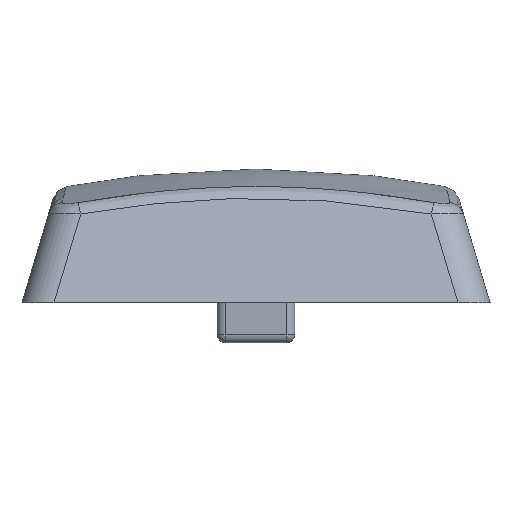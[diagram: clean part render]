
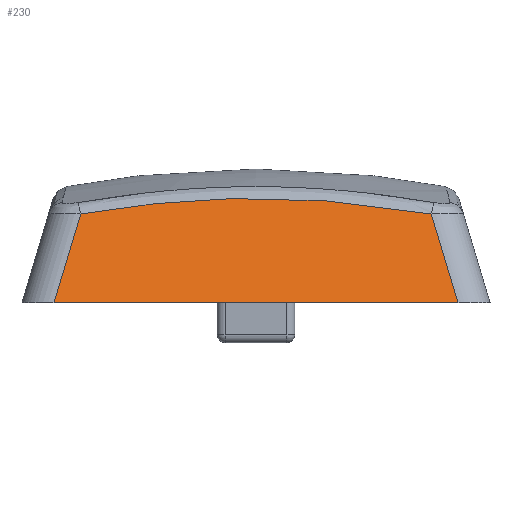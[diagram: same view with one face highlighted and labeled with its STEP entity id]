
A CAD part, left-side view. The second image highlights one B-rep face of the part: STEP entity #230.
In plain terms, the highlighted planar face has unit normal (-0.958, 0, 0.287).
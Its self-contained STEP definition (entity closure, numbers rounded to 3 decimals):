
#76=CARTESIAN_POINT('',(9.25,-185.053,-2.5));
#77=VERTEX_POINT('',#76);
#85=CARTESIAN_POINT('',(9.25,-169.947,-2.5));
#86=VERTEX_POINT('',#85);
#87=CARTESIAN_POINT('',(9.25,-169.947,-2.5));
#88=DIRECTION('',(-0.,-1.,-0.));
#89=VECTOR('',#88,15.105);
#90=LINE('',#87,#89);
#91=EDGE_CURVE('',#86,#77,#90,.T.);
#184=CARTESIAN_POINT('',(9.972,-177.5,-0.092));
#185=DIRECTION('',(-0.958,0.,0.287));
#186=DIRECTION('',(0.287,0.,0.958));
#187=AXIS2_PLACEMENT_3D('',#184,#185,#186);
#188=PLANE('',#187);
#189=CARTESIAN_POINT('',(10.246,-184.057,0.82));
#190=VERTEX_POINT('',#189);
#191=CARTESIAN_POINT('',(9.25,-185.053,-2.5));
#192=DIRECTION('',(0.276,0.276,0.921));
#193=VECTOR('',#192,3.607);
#194=LINE('',#191,#193);
#195=EDGE_CURVE('',#77,#190,#194,.T.);
#196=ORIENTED_EDGE('',*,*,#195,.T.);
#197=CARTESIAN_POINT('',(10.246,-170.943,0.82));
#198=VERTEX_POINT('',#197);
#199=CARTESIAN_POINT('',(10.246,-184.057,0.82));
#200=CARTESIAN_POINT('',(10.273,-183.51,0.909));
#201=CARTESIAN_POINT('',(10.298,-182.964,0.992));
#202=CARTESIAN_POINT('',(10.32,-182.417,1.068));
#203=CARTESIAN_POINT('',(10.343,-181.871,1.143));
#204=CARTESIAN_POINT('',(10.362,-181.325,1.207));
#205=CARTESIAN_POINT('',(10.377,-180.778,1.257));
#206=CARTESIAN_POINT('',(10.407,-179.686,1.358));
#207=CARTESIAN_POINT('',(10.422,-178.593,1.408));
#208=CARTESIAN_POINT('',(10.422,-177.5,1.408));
#209=CARTESIAN_POINT('',(10.422,-176.407,1.408));
#210=CARTESIAN_POINT('',(10.407,-175.314,1.358));
#211=CARTESIAN_POINT('',(10.377,-174.222,1.257));
#212=CARTESIAN_POINT('',(10.362,-173.675,1.207));
#213=CARTESIAN_POINT('',(10.343,-173.129,1.143));
#214=CARTESIAN_POINT('',(10.32,-172.583,1.068));
#215=CARTESIAN_POINT('',(10.298,-172.036,0.992));
#216=CARTESIAN_POINT('',(10.273,-171.49,0.909));
#217=CARTESIAN_POINT('',(10.246,-170.943,0.82));
#218=B_SPLINE_CURVE_WITH_KNOTS('',3,(#199,#200,#201,#202,#203,#204,#205,#206,#207,#208,#209,#210,#211,#212,#213,#214,#215,#216,#217),.UNSPECIFIED.,.F.,.F.,(4,3,3,3,3,3,4),(-0.,0.002,0.003,0.007,0.01,0.011,0.013),.UNSPECIFIED.);
#219=EDGE_CURVE('',#190,#198,#218,.T.);
#220=ORIENTED_EDGE('',*,*,#219,.T.);
#221=CARTESIAN_POINT('',(10.246,-170.943,0.82));
#222=DIRECTION('',(-0.276,0.276,-0.921));
#223=VECTOR('',#222,3.607);
#224=LINE('',#221,#223);
#225=EDGE_CURVE('',#198,#86,#224,.T.);
#226=ORIENTED_EDGE('',*,*,#225,.T.);
#227=ORIENTED_EDGE('',*,*,#91,.T.);
#228=EDGE_LOOP('',(#196,#220,#226,#227));
#229=FACE_BOUND('',#228,.T.);
#230=ADVANCED_FACE('',(#229),#188,.T.);
